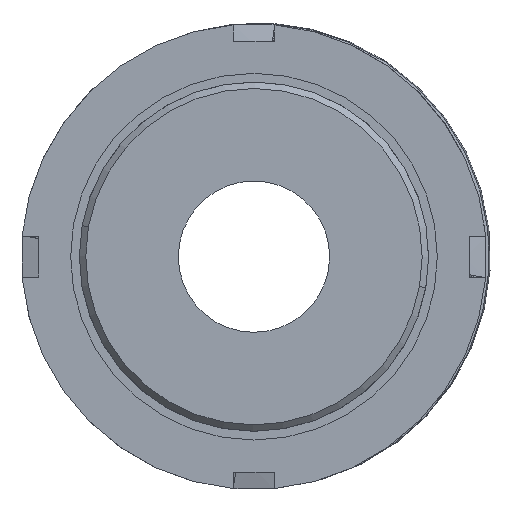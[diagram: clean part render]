
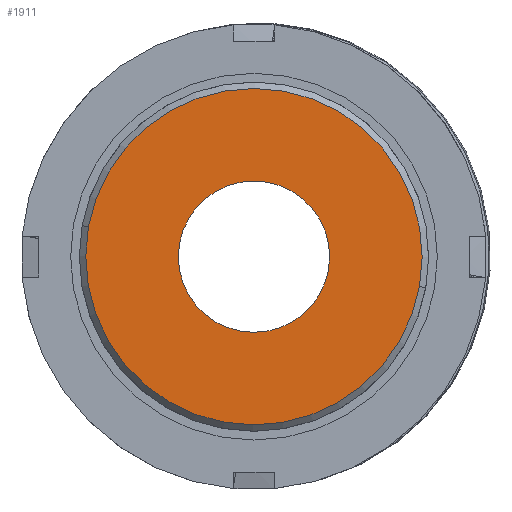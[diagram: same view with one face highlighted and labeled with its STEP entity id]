
A CAD part, front view. The second image highlights one B-rep face of the part: STEP entity #1911.
In plain terms, the highlighted planar face has unit normal (0, -1, 0).
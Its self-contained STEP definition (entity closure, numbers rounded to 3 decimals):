
#46 = AXIS2_PLACEMENT_3D ( 'NONE', #1416, #1404, #406 ) ;
#82 = ORIENTED_EDGE ( 'NONE', *, *, #2974, .F. ) ;
#179 = AXIS2_PLACEMENT_3D ( 'NONE', #2773, #2551, #1289 ) ;
#181 = DIRECTION ( 'NONE',  ( -1., 0., 0. ) ) ;
#271 = CARTESIAN_POINT ( 'NONE',  ( 28.9, 21.868, 0. ) ) ;
#401 = FACE_BOUND ( 'NONE', #3139, .T. ) ;
#406 = DIRECTION ( 'NONE',  ( -1., 0., 0. ) ) ;
#684 = EDGE_CURVE ( 'NONE', #1500, #1780, #1174, .T. ) ;
#793 = CARTESIAN_POINT ( 'NONE',  ( 0., 21.868, 0. ) ) ;
#802 = DIRECTION ( 'NONE',  ( 0., 1., 0. ) ) ;
#844 = AXIS2_PLACEMENT_3D ( 'NONE', #2126, #2703, #1025 ) ;
#994 = CIRCLE ( 'NONE', #844, 28.9 ) ;
#1025 = DIRECTION ( 'NONE',  ( -1., 0., 0. ) ) ;
#1065 = FACE_OUTER_BOUND ( 'NONE', #3103, .T. ) ;
#1153 = AXIS2_PLACEMENT_3D ( 'NONE', #793, #802, #181 ) ;
#1174 = CIRCLE ( 'NONE', #2511, 28.9 ) ;
#1272 = CIRCLE ( 'NONE', #179, 13. ) ;
#1289 = DIRECTION ( 'NONE',  ( -1., 0., 0. ) ) ;
#1374 = CARTESIAN_POINT ( 'NONE',  ( -28.9, 21.868, 0. ) ) ;
#1404 = DIRECTION ( 'NONE',  ( 0., 1., 0. ) ) ;
#1416 = CARTESIAN_POINT ( 'NONE',  ( 13., 21.868, 0. ) ) ;
#1478 = CARTESIAN_POINT ( 'NONE',  ( 13., 21.868, 0. ) ) ;
#1500 = VERTEX_POINT ( 'NONE', #1374 ) ;
#1520 = CIRCLE ( 'NONE', #1153, 13. ) ;
#1533 = DIRECTION ( 'NONE',  ( -1., 0., 0. ) ) ;
#1584 = CARTESIAN_POINT ( 'NONE',  ( 0., 21.868, 0. ) ) ;
#1780 = VERTEX_POINT ( 'NONE', #271 ) ;
#1793 = ORIENTED_EDGE ( 'NONE', *, *, #2880, .T. ) ;
#1911 = ADVANCED_FACE ( 'NONE', ( #1065, #401 ), #2888, .F. ) ;
#2126 = CARTESIAN_POINT ( 'NONE',  ( 0., 21.868, 0. ) ) ;
#2414 = CARTESIAN_POINT ( 'NONE',  ( -13., 21.868, 0. ) ) ;
#2416 = EDGE_CURVE ( 'NONE', #2761, #2692, #1272, .T. ) ;
#2511 = AXIS2_PLACEMENT_3D ( 'NONE', #1584, #3045, #1533 ) ;
#2551 = DIRECTION ( 'NONE',  ( 0., 1., 0. ) ) ;
#2692 = VERTEX_POINT ( 'NONE', #2414 ) ;
#2703 = DIRECTION ( 'NONE',  ( 0., 1., 0. ) ) ;
#2761 = VERTEX_POINT ( 'NONE', #1478 ) ;
#2773 = CARTESIAN_POINT ( 'NONE',  ( 0., 21.868, 0. ) ) ;
#2880 = EDGE_CURVE ( 'NONE', #2692, #2761, #1520, .T. ) ;
#2888 = PLANE ( 'NONE',  #46 ) ;
#2974 = EDGE_CURVE ( 'NONE', #1780, #1500, #994, .T. ) ;
#3026 = ORIENTED_EDGE ( 'NONE', *, *, #684, .F. ) ;
#3045 = DIRECTION ( 'NONE',  ( 0., 1., 0. ) ) ;
#3103 = EDGE_LOOP ( 'NONE', ( #3026, #82 ) ) ;
#3139 = EDGE_LOOP ( 'NONE', ( #1793, #3199 ) ) ;
#3199 = ORIENTED_EDGE ( 'NONE', *, *, #2416, .T. ) ;
